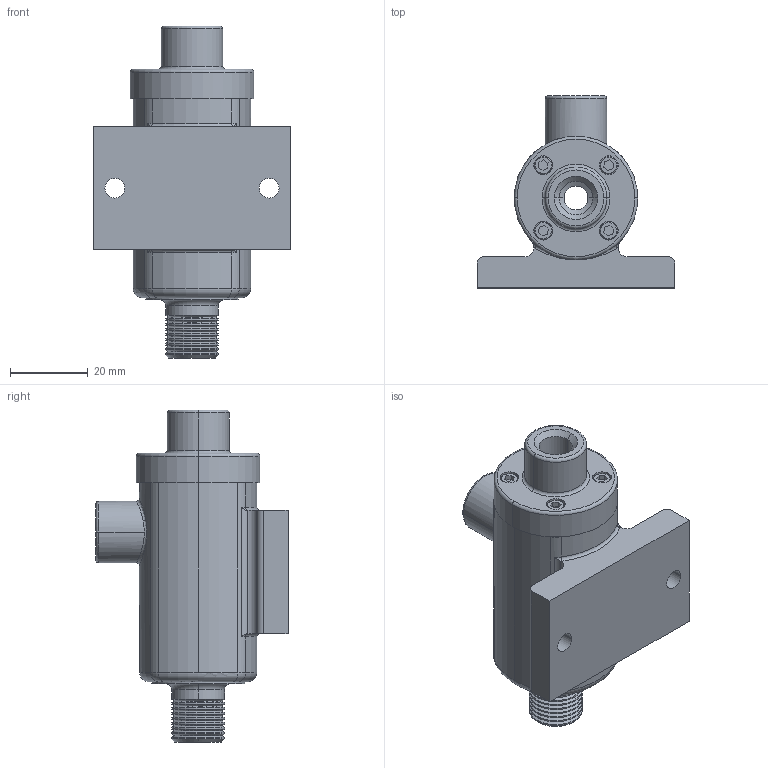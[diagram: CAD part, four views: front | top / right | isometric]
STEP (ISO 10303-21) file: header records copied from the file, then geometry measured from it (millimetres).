
FILE_DESCRIPTION (( 'STEP AP214' ), '1' );
FILE_NAME ('AV191H.STEP', '2009-01-19T16:09:23', ( 'Valued Customer' ), ( 'Air-Vac Engineering' ), 'SwSTEP 2.0', 'SolidWorks 2008', '' );
FILE_SCHEMA (( 'AUTOMOTIVE_DESIGN' ));
Length unit declared in the file: inch
Products named in the file (1): AV191H
Bounding box: 50.8 x 49.4 x 85.34 mm (x, y, z)
Volume: 57577.5 mm3; surface area: 18552.4 mm2
Topology: 6 solids, 6 shells, 266 faces, 591 edges, 350 vertices
Faces by surface type: cylinder 103, cone 75, plane 61, torus 25, bspline 2
Entity records: 11406 total; most frequent: CARTESIAN_POINT 1790, DIRECTION 1398, ORIENTED_EDGE 1166, EDGE_CURVE 583, AXIS2_PLACEMENT_3D 566, VERTEX_POINT 350, EDGE_LOOP 305, CIRCLE 301
